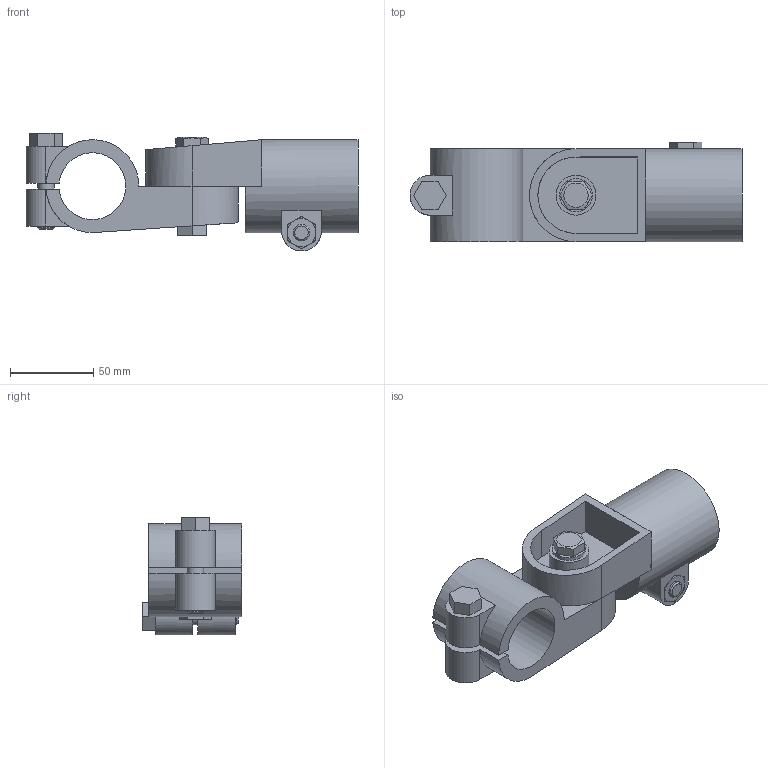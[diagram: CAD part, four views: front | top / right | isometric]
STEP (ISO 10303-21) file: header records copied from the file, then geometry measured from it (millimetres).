
FILE_DESCRIPTION( ( 'STEP AP214' ), '1' );
FILE_NAME( 'K0488.540.stp', '2020-12-08T10:27:36', ( '' ), ( '' ), ' ', 'PARTsolutions', ' ' );
FILE_SCHEMA( ( 'AUTOMOTIVE_DESIGN { 1 0 10303 214 1 1 1 1 }' ) );
Length unit declared in the file: millimetre
Products named in the file (6): K0488.540; _K0488.540_gelenkklemmstueck_a; _K0488.540_gelenkklemmstueck_b; _K0868.10; _K0870.10X50; _K1145.10
Assembly tree (5 placements, depth 2):
  K0488.540
    _K0488.540_gelenkklemmstueck_a
    _K0488.540_gelenkklemmstueck_b
    _K0868.10
    _K0870.10X50
    _K1145.10
Bounding box: 200 x 60 x 71 mm (x, y, z)
Volume: 265378.3 mm3; surface area: 83633.8 mm2
Topology: 5 solids, 5 shells, 183 faces, 447 edges, 285 vertices
Faces by surface type: plane 107, cylinder 40, cone 36
Full cylindrical faces by diameter (mm): 8.376 x1, 10 x5, 10.5 x1, 11 x2, 14.6 x1, 20 x1, 24 x2
Entity records: 6937 total; most frequent: CARTESIAN_POINT 1184, DIRECTION 855, ORIENTED_EDGE 848, EDGE_CURVE 424, AXIS2_PLACEMENT_3D 316, VERTEX_POINT 281, EDGE_LOOP 225, LINE 223
